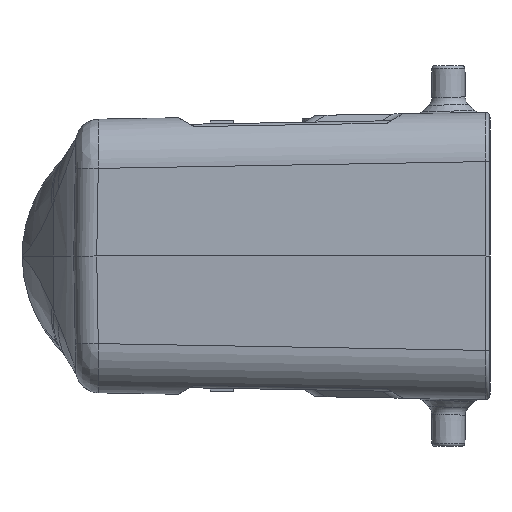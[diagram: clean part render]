
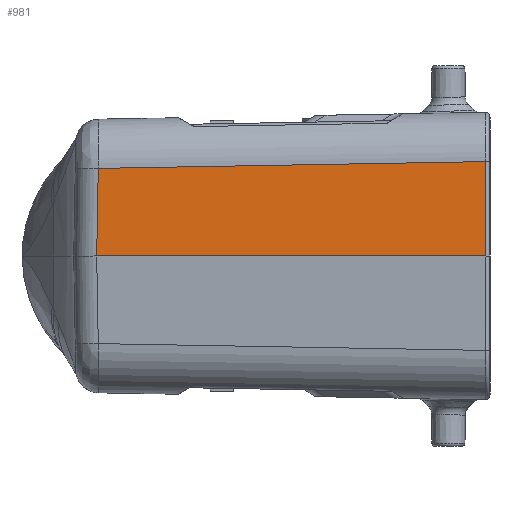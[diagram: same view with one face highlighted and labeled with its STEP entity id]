
A CAD part, left-side view. The second image highlights one B-rep face of the part: STEP entity #981.
In plain terms, the highlighted planar face has unit normal (-1, 0.018, 0.017).
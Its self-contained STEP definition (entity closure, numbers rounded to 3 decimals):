
#981=ADVANCED_FACE('',(#1545),#1251,.T.);
#1251=PLANE('',#7498);
#1545=FACE_OUTER_BOUND('',#1971,.T.);
#1971=EDGE_LOOP('',(#4827,#4828,#4829,#4830));
#2591=LINE('',#12234,#3192);
#2593=LINE('',#12237,#3194);
#2594=LINE('',#12239,#3195);
#2595=LINE('',#12241,#3196);
#3192=VECTOR('',#9042,1.);
#3194=VECTOR('',#9046,1.);
#3195=VECTOR('',#9047,1.);
#3196=VECTOR('',#9048,1.);
#4827=ORIENTED_EDGE('',*,*,#6735,.F.);
#4828=ORIENTED_EDGE('',*,*,#6733,.F.);
#4829=ORIENTED_EDGE('',*,*,#6736,.T.);
#4830=ORIENTED_EDGE('',*,*,#6737,.T.);
#5857=VERTEX_POINT('',#12209);
#5859=VERTEX_POINT('',#12232);
#5861=VERTEX_POINT('',#12238);
#5862=VERTEX_POINT('',#12240);
#6733=EDGE_CURVE('',#5859,#5857,#2591,.T.);
#6735=EDGE_CURVE('',#5857,#5861,#2593,.T.);
#6736=EDGE_CURVE('',#5859,#5862,#2594,.T.);
#6737=EDGE_CURVE('',#5862,#5861,#2595,.T.);
#7498=AXIS2_PLACEMENT_3D('',#12242,#9049,#9050);
#9042=DIRECTION('',(0.017,-0.017,1.));
#9046=DIRECTION('',(-0.017,-1.,0.017));
#9047=DIRECTION('',(-0.017,-1.,0.));
#9048=DIRECTION('',(0.017,0.,1.));
#9049=DIRECTION('',(-1.,0.017,0.017));
#9050=DIRECTION('',(0.017,1.,0.));
#12209=CARTESIAN_POINT('',(-58.753,128.333,13.114));
#12232=CARTESIAN_POINT('',(-58.978,128.562,0.));
#12234=CARTESIAN_POINT('',(-58.543,128.119,25.331));
#12237=CARTESIAN_POINT('',(-59.757,69.801,14.135));
#12238=CARTESIAN_POINT('',(-59.748,70.309,14.127));
#12239=CARTESIAN_POINT('',(-58.978,128.562,0.));
#12240=CARTESIAN_POINT('',(-59.995,70.309,0.));
#12241=CARTESIAN_POINT('',(-59.57,70.309,24.334));
#12242=CARTESIAN_POINT('',(-59.575,70.,24.335));
